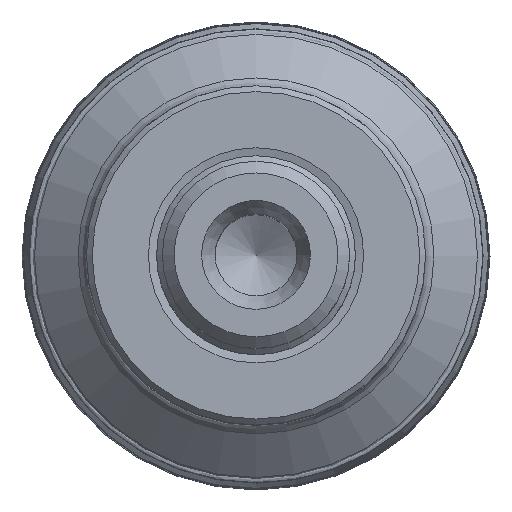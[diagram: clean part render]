
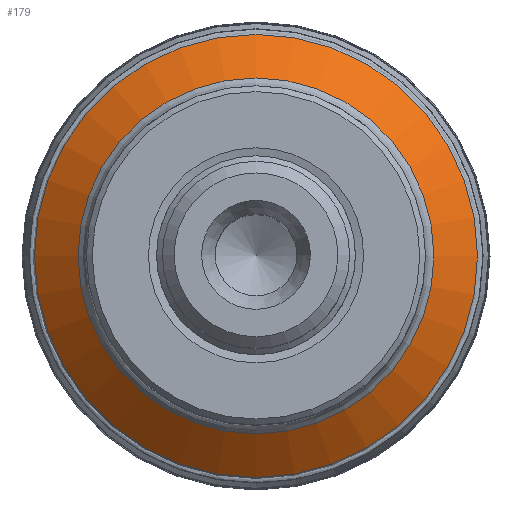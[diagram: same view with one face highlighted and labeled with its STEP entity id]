
A CAD part, top view. The second image highlights one B-rep face of the part: STEP entity #179.
In plain terms, the highlighted conical face has half-angle 50 degrees and reference radius 14.5 mm.
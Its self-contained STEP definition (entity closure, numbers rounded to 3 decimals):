
#123=CONICAL_SURFACE('',#1123,14.5,50.);
#179=ADVANCED_FACE('',(#437,#438),#123,.T.);
#437=FACE_BOUND('',#576,.T.);
#438=FACE_BOUND('',#577,.T.);
#576=EDGE_LOOP('',(#738));
#577=EDGE_LOOP('',(#739));
#738=ORIENTED_EDGE('',*,*,#963,.T.);
#739=ORIENTED_EDGE('',*,*,#964,.T.);
#878=VERTEX_POINT('',#2081);
#879=VERTEX_POINT('',#2083);
#963=EDGE_CURVE('',#878,#878,#1041,.T.);
#964=EDGE_CURVE('',#879,#879,#1042,.T.);
#1041=CIRCLE('',#1121,15.214);
#1042=CIRCLE('',#1122,18.943);
#1121=AXIS2_PLACEMENT_3D('',#2080,#1339,#1340);
#1122=AXIS2_PLACEMENT_3D('',#2082,#1341,#1342);
#1123=AXIS2_PLACEMENT_3D('',#2084,#1343,#1344);
#1339=DIRECTION('',(0.,0.,-1.));
#1340=DIRECTION('',(-1.,0.,0.));
#1341=DIRECTION('',(0.,0.,1.));
#1342=DIRECTION('',(1.,0.,0.));
#1343=DIRECTION('',(0.,0.,-1.));
#1344=DIRECTION('',(-1.,0.,0.));
#2080=CARTESIAN_POINT('',(0.,0.,-27.472));
#2081=CARTESIAN_POINT('',(-15.214,0.,-27.472));
#2082=CARTESIAN_POINT('',(0.,0.,-30.6));
#2083=CARTESIAN_POINT('',(18.943,0.,-30.6));
#2084=CARTESIAN_POINT('',(0.,0.,-26.872));
